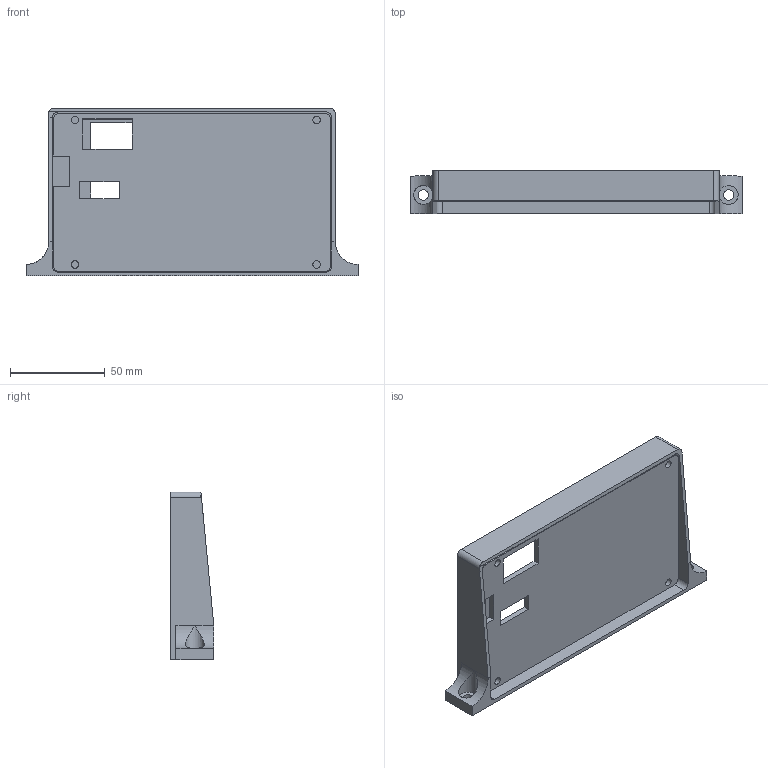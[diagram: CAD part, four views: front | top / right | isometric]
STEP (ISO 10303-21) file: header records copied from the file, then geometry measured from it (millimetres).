
FILE_DESCRIPTION(/* description */ (''),/* implementation_level */ '2;1');
FILE_NAME(/* name */ 'Fysetc_5i_LCD_Front_MacNite v6.step',/* time_stamp */ '2020-08-04T07:46:35+02:00',/* author */ (''),/* organization */ (''),/* preprocessor_version */ 'ST-DEVELOPER v18.1',/* originating_system */ 'Autodesk Translation Framework v9.3.0.1241',/* authorisation */ '');
FILE_SCHEMA (('AUTOMOTIVE_DESIGN { 1 0 10303 214 3 1 1 }'));
Length unit declared in the file: millimetre
Products named in the file (2): Fysetc_5i_LCD_Front_MacNite; Fysetc_5i_LCD_Back_MacNite
Assembly tree (1 placements, depth 2):
  Fysetc_5i_LCD_Front_MacNite
    Fysetc_5i_LCD_Back_MacNite
Bounding box: 175 x 23 x 88.45 mm (x, y, z)
Volume: 72960.6 mm3; surface area: 56695.3 mm2
Topology: 2 solids, 2 shells, 89 faces, 225 edges, 145 vertices
Faces by surface type: plane 61, cylinder 28
Full cylindrical faces by diameter (mm): 4 x8, 5.4 x2, 7 x2, 7.5 x2, 10 x2
Entity records: 2816 total; most frequent: CARTESIAN_POINT 529, DIRECTION 465, ORIENTED_EDGE 450, EDGE_CURVE 225, LINE 163, VECTOR 163, AXIS2_PLACEMENT_3D 151, VERTEX_POINT 145
